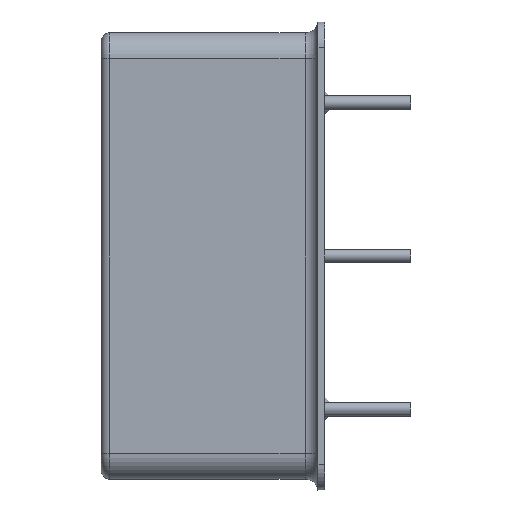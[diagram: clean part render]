
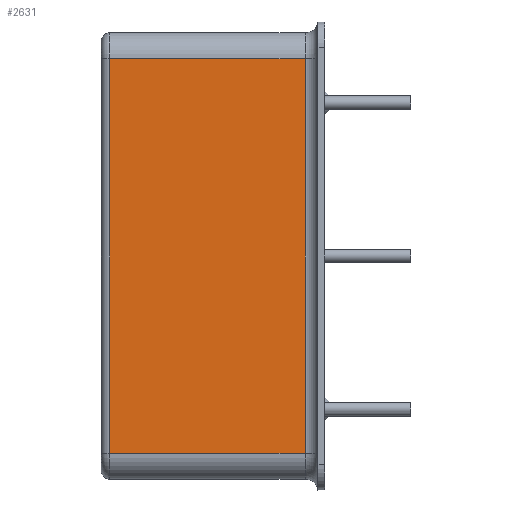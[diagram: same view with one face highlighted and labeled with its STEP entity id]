
A CAD part, left-side view. The second image highlights one B-rep face of the part: STEP entity #2631.
In plain terms, the highlighted planar face has unit normal (-1, 0, 0).
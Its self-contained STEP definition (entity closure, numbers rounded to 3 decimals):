
#50 = VECTOR ( 'NONE', #1849, 1000. ) ;
#85 = VECTOR ( 'NONE', #1855, 1000. ) ;
#86 = VECTOR ( 'NONE', #1860, 1000. ) ;
#117 = VECTOR ( 'NONE', #1856, 1000. ) ;
#443 = EDGE_CURVE ( 'NONE', #4098, #4106, #1845, .T. ) ;
#445 = EDGE_CURVE ( 'NONE', #4095, #4098, #1852, .T. ) ;
#446 = EDGE_CURVE ( 'NONE', #4097, #4095, #1853, .T. ) ;
#447 = EDGE_CURVE ( 'NONE', #4106, #4097, #1858, .T. ) ;
#1579 = CARTESIAN_POINT ( 'NONE',  ( -17.05, 12.1, -11.475 ) ) ;
#1581 = CARTESIAN_POINT ( 'NONE',  ( -17.05, 12.1, 11.475 ) ) ;
#1582 = CARTESIAN_POINT ( 'NONE',  ( -17.05, 0.75, -11.475 ) ) ;
#1590 = CARTESIAN_POINT ( 'NONE',  ( -17.05, 0.75, 11.475 ) ) ;
#1845 = LINE ( 'NONE', #1848, #50 ) ;
#1848 = CARTESIAN_POINT ( 'NONE',  ( -17.05, 0.75, 11.475 ) ) ;
#1849 = DIRECTION ( 'NONE',  ( 0., 0., 1. ) ) ;
#1852 = LINE ( 'NONE', #1854, #117 ) ;
#1853 = LINE ( 'NONE', #1857, #85 ) ;
#1854 = CARTESIAN_POINT ( 'NONE',  ( -17.05, 12.6, -11.475 ) ) ;
#1855 = DIRECTION ( 'NONE',  ( 0., 0., -1. ) ) ;
#1856 = DIRECTION ( 'NONE',  ( 0., -1., 0. ) ) ;
#1857 = CARTESIAN_POINT ( 'NONE',  ( -17.05, 12.1, -12.975 ) ) ;
#1858 = LINE ( 'NONE', #1859, #86 ) ;
#1859 = CARTESIAN_POINT ( 'NONE',  ( -17.05, 12.6, 11.475 ) ) ;
#1860 = DIRECTION ( 'NONE',  ( 0., 1., 0. ) ) ;
#2075 = EDGE_LOOP ( 'NONE', ( #4200, #4199, #4204, #4197 ) ) ;
#2631 = ADVANCED_FACE ( 'NONE', ( #4682 ), #3409, .F. ) ;
#3409 = PLANE ( 'NONE',  #4688 ) ;
#3410 = CARTESIAN_POINT ( 'NONE',  ( -17.05, 12.6, -12.975 ) ) ;
#3411 = DIRECTION ( 'NONE',  ( 1., 0., 0. ) ) ;
#3412 = DIRECTION ( 'NONE',  ( 0., 0., -1. ) ) ;
#4095 = VERTEX_POINT ( 'NONE', #1579 ) ;
#4097 = VERTEX_POINT ( 'NONE', #1581 ) ;
#4098 = VERTEX_POINT ( 'NONE', #1582 ) ;
#4106 = VERTEX_POINT ( 'NONE', #1590 ) ;
#4197 = ORIENTED_EDGE ( 'NONE', *, *, #446, .T. ) ;
#4199 = ORIENTED_EDGE ( 'NONE', *, *, #443, .T. ) ;
#4200 = ORIENTED_EDGE ( 'NONE', *, *, #445, .T. ) ;
#4204 = ORIENTED_EDGE ( 'NONE', *, *, #447, .T. ) ;
#4682 = FACE_OUTER_BOUND ( 'NONE', #2075, .T. ) ;
#4688 = AXIS2_PLACEMENT_3D ( 'NONE', #3410, #3411, #3412 ) ;
